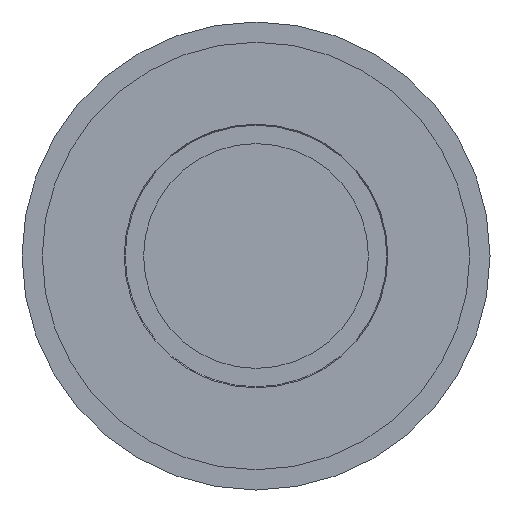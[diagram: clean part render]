
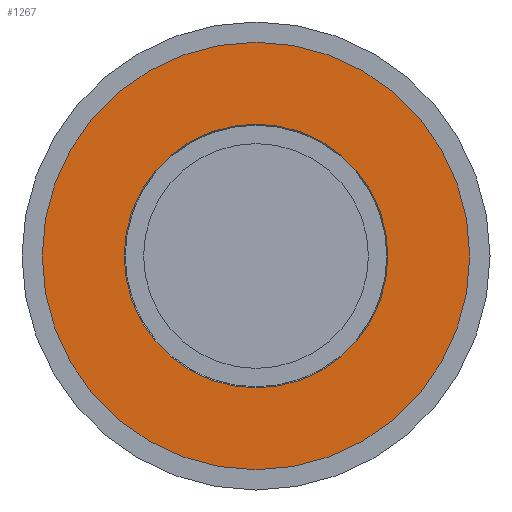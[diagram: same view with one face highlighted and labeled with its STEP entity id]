
A CAD part, left-side view. The second image highlights one B-rep face of the part: STEP entity #1267.
In plain terms, the highlighted planar face has unit normal (-1, 0, 0).
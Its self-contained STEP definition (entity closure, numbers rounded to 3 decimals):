
#1038=CARTESIAN_POINT('',(-23.25,35.789,0.0));
#1039=VERTEX_POINT('',#1038);
#1040=CARTESIAN_POINT('',(-23.25,0.0,0.0));
#1041=DIRECTION('',(1.0,0.0,0.0));
#1042=DIRECTION('',(0.0,1.0,0.0));
#1043=AXIS2_PLACEMENT_3D('',#1040,#1041,#1042);
#1044=CIRCLE('',#1043,35.789);
#1045=EDGE_CURVE('',#1039,#1039,#1044,.T.);
#1244=CARTESIAN_POINT('',(-23.25,58.,0.0));
#1245=VERTEX_POINT('',#1244);
#1246=CARTESIAN_POINT('',(-23.25,0.0,0.0));
#1247=DIRECTION('',(1.0,0.0,0.0));
#1248=DIRECTION('',(0.0,1.0,0.0));
#1249=AXIS2_PLACEMENT_3D('',#1246,#1247,#1248);
#1250=CIRCLE('',#1249,58.);
#1251=EDGE_CURVE('',#1245,#1245,#1250,.T.);
#1256=CARTESIAN_POINT('',(-23.25,46.894,0.0));
#1257=DIRECTION('',(-1.0,0.0,0.0));
#1258=DIRECTION('',(0.0,0.0,1.0));
#1259=AXIS2_PLACEMENT_3D('',#1256,#1257,#1258);
#1260=PLANE('',#1259);
#1261=ORIENTED_EDGE('',*,*,#1251,.F.);
#1262=EDGE_LOOP('',(#1261));
#1263=FACE_OUTER_BOUND('',#1262,.T.);
#1264=ORIENTED_EDGE('',*,*,#1045,.T.);
#1265=EDGE_LOOP('',(#1264));
#1266=FACE_BOUND('',#1265,.T.);
#1267=ADVANCED_FACE('',(#1263,#1266),#1260,.T.);
